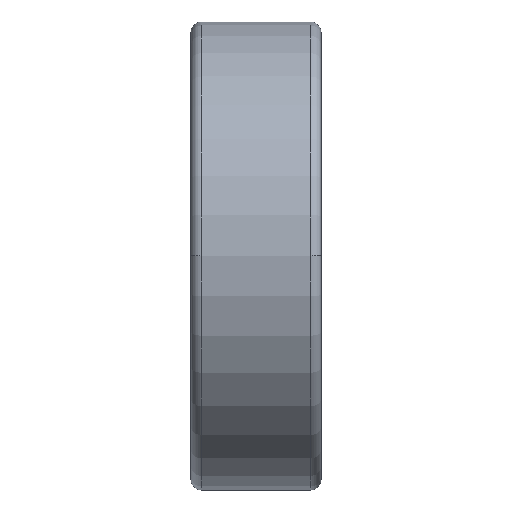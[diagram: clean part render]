
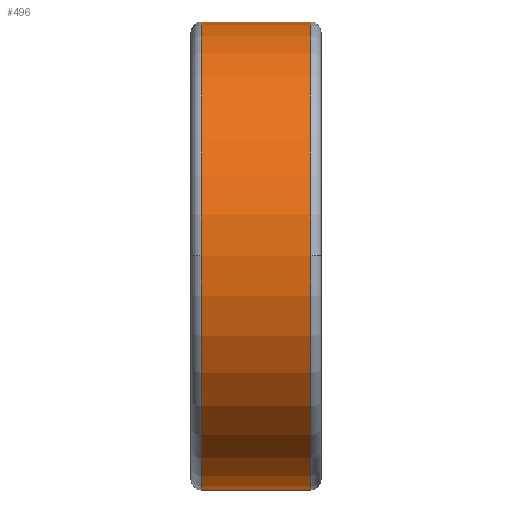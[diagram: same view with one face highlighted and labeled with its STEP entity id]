
A CAD part, top view. The second image highlights one B-rep face of the part: STEP entity #496.
In plain terms, the highlighted cylindrical face has radius 4.5 mm (diameter 9 mm), a partial arc.
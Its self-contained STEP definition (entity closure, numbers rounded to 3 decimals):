
#496 = ADVANCED_FACE( '', ( #591 ), #592, .T. );
#591 = FACE_OUTER_BOUND( '', #703, .T. );
#592 = CYLINDRICAL_SURFACE( '', #704, 4.5 );
#703 = EDGE_LOOP( '', ( #1056, #1057, #1058, #1059, #1060, #1061 ) );
#704 = AXIS2_PLACEMENT_3D( '', #1062, #1063, #1064 );
#1056 = ORIENTED_EDGE( '', *, *, #1222, .T. );
#1057 = ORIENTED_EDGE( '', *, *, #1217, .F. );
#1058 = ORIENTED_EDGE( '', *, *, #1262, .F. );
#1059 = ORIENTED_EDGE( '', *, *, #1225, .T. );
#1060 = ORIENTED_EDGE( '', *, *, #1261, .T. );
#1061 = ORIENTED_EDGE( '', *, *, #1231, .T. );
#1062 = CARTESIAN_POINT( '', ( 1.25, 0., 0. ) );
#1063 = DIRECTION( '', ( 1., 0., 0. ) );
#1064 = DIRECTION( '', ( 0., 1., 0. ) );
#1217 = EDGE_CURVE( '', #1386, #1389, #1390, .T. );
#1222 = EDGE_CURVE( '', #1398, #1389, #1399, .T. );
#1225 = EDGE_CURVE( '', #1404, #1402, #1405, .T. );
#1231 = EDGE_CURVE( '', #1408, #1398, #1415, .T. );
#1261 = EDGE_CURVE( '', #1402, #1408, #1463, .T. );
#1262 = EDGE_CURVE( '', #1404, #1386, #1464, .T. );
#1386 = VERTEX_POINT( '', #1608 );
#1389 = VERTEX_POINT( '', #1611 );
#1390 = CIRCLE( '', #1612, 4.5 );
#1398 = VERTEX_POINT( '', #1620 );
#1399 = LINE( '', #1621, #1622 );
#1402 = VERTEX_POINT( '', #1625 );
#1404 = VERTEX_POINT( '', #1627 );
#1405 = LINE( '', #1628, #1629 );
#1408 = VERTEX_POINT( '', #1632 );
#1415 = CIRCLE( '', #1639, 4.5 );
#1463 = CIRCLE( '', #1691, 4.5 );
#1464 = CIRCLE( '', #1692, 4.5 );
#1608 = CARTESIAN_POINT( '', ( 0.2, 0., 4.5 ) );
#1611 = CARTESIAN_POINT( '', ( 0.2, 4.5, 0. ) );
#1612 = AXIS2_PLACEMENT_3D( '', #1905, #1906, #1907 );
#1620 = CARTESIAN_POINT( '', ( 2.3, 4.5, 0. ) );
#1621 = CARTESIAN_POINT( '', ( 1.25, 4.5, 0. ) );
#1622 = VECTOR( '', #1920, 1. );
#1625 = CARTESIAN_POINT( '', ( 2.3, -4.5, 0. ) );
#1627 = CARTESIAN_POINT( '', ( 0.2, -4.5, 0. ) );
#1628 = CARTESIAN_POINT( '', ( 1.25, -4.5, 0. ) );
#1629 = VECTOR( '', #1927, 1. );
#1632 = CARTESIAN_POINT( '', ( 2.3, 0., 4.5 ) );
#1639 = AXIS2_PLACEMENT_3D( '', #1943, #1944, #1945 );
#1691 = AXIS2_PLACEMENT_3D( '', #2025, #2026, #2027 );
#1692 = AXIS2_PLACEMENT_3D( '', #2028, #2029, #2030 );
#1905 = CARTESIAN_POINT( '', ( 0.2, 0., 0. ) );
#1906 = DIRECTION( '', ( -1., 0., 0. ) );
#1907 = DIRECTION( '', ( 0., 1., 0. ) );
#1920 = DIRECTION( '', ( -1., 0., 0. ) );
#1927 = DIRECTION( '', ( 1., 0., 0. ) );
#1943 = CARTESIAN_POINT( '', ( 2.3, 0., 0. ) );
#1944 = DIRECTION( '', ( -1., 0., 0. ) );
#1945 = DIRECTION( '', ( 0., 1., 0. ) );
#2025 = CARTESIAN_POINT( '', ( 2.3, 0., 0. ) );
#2026 = DIRECTION( '', ( -1., 0., 0. ) );
#2027 = DIRECTION( '', ( 0., 1., 0. ) );
#2028 = CARTESIAN_POINT( '', ( 0.2, 0., 0. ) );
#2029 = DIRECTION( '', ( -1., 0., 0. ) );
#2030 = DIRECTION( '', ( 0., 1., 0. ) );
